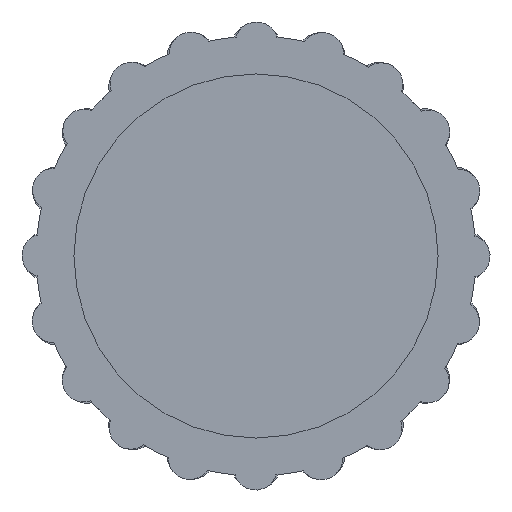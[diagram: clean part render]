
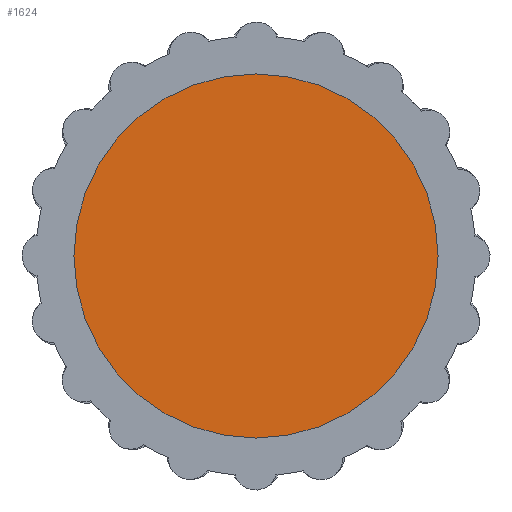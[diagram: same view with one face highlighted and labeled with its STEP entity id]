
A CAD part, left-side view. The second image highlights one B-rep face of the part: STEP entity #1624.
In plain terms, the highlighted planar face has unit normal (-1, 0, 0).
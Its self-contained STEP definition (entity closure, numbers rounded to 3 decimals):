
#267=FACE_OUTER_BOUND('',#356,.T.);
#356=EDGE_LOOP('',(#1030));
#449=CIRCLE('',#1737,20.45);
#615=VERTEX_POINT('',#2588);
#781=EDGE_CURVE('',#615,#615,#449,.T.);
#1030=ORIENTED_EDGE('',*,*,#781,.F.);
#1528=PLANE('',#1736);
#1624=ADVANCED_FACE('',(#267),#1528,.F.);
#1736=AXIS2_PLACEMENT_3D('',#2587,#1993,#1994);
#1737=AXIS2_PLACEMENT_3D('',#2589,#1995,#1996);
#1993=DIRECTION('center_axis',(1.,0.,0.));
#1994=DIRECTION('ref_axis',(0.,0.,-1.));
#1995=DIRECTION('center_axis',(1.,0.,0.));
#1996=DIRECTION('ref_axis',(0.,1.,0.));
#2587=CARTESIAN_POINT('Origin',(0.,0.,0.));
#2588=CARTESIAN_POINT('',(0.,-20.45,0.));
#2589=CARTESIAN_POINT('Origin',(0.,0.,0.));
